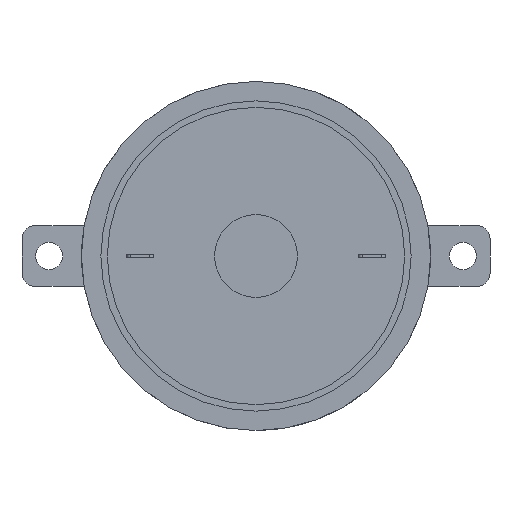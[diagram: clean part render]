
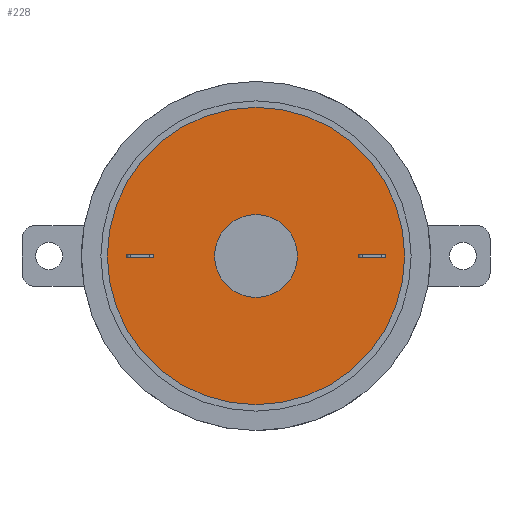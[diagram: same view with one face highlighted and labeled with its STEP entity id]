
A CAD part, front view. The second image highlights one B-rep face of the part: STEP entity #228.
In plain terms, the highlighted planar face has unit normal (0, -1, 0).
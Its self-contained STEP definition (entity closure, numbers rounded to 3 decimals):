
#2 = CARTESIAN_POINT ( 'NONE',  ( 7.9, -29., 0.15 ) ) ;
#15 = DIRECTION ( 'NONE',  ( 0., 0., 1. ) ) ;
#28 = FACE_OUTER_BOUND ( 'NONE', #4305, .T. ) ;
#202 = AXIS2_PLACEMENT_3D ( 'NONE', #2045, #4529, #2405 ) ;
#221 = AXIS2_PLACEMENT_3D ( 'NONE', #4532, #2414, #327 ) ;
#228 = ADVANCED_FACE ( 'NONE', ( #1767, #950, #28, #1870 ), #1826, .T. ) ;
#270 = VERTEX_POINT ( 'NONE', #3513 ) ;
#309 = VERTEX_POINT ( 'NONE', #1395 ) ;
#327 = DIRECTION ( 'NONE',  ( 0., 0., -1. ) ) ;
#379 = VECTOR ( 'NONE', #3445, 1000. ) ;
#382 = CARTESIAN_POINT ( 'NONE',  ( 10., -29., 0.15 ) ) ;
#541 = EDGE_CURVE ( 'NONE', #797, #3229, #3583, .T. ) ;
#551 = EDGE_CURVE ( 'NONE', #594, #270, #2635, .T. ) ;
#594 = VERTEX_POINT ( 'NONE', #2365 ) ;
#718 = EDGE_CURVE ( 'NONE', #4488, #1416, #2889, .T. ) ;
#727 = DIRECTION ( 'NONE',  ( 1., 0., 0. ) ) ;
#769 = VECTOR ( 'NONE', #2330, 1000. ) ;
#797 = VERTEX_POINT ( 'NONE', #2249 ) ;
#907 = CARTESIAN_POINT ( 'NONE',  ( 10., -29., -0.15 ) ) ;
#928 = CARTESIAN_POINT ( 'NONE',  ( 0., -29., 3.2 ) ) ;
#936 = CARTESIAN_POINT ( 'NONE',  ( 0., -29., 0. ) ) ;
#939 = DIRECTION ( 'NONE',  ( -1., 0., 0. ) ) ;
#950 = FACE_BOUND ( 'NONE', #3020, .T. ) ;
#970 = EDGE_CURVE ( 'NONE', #3127, #594, #1304, .T. ) ;
#1188 = ORIENTED_EDGE ( 'NONE', *, *, #970, .F. ) ;
#1208 = CIRCLE ( 'NONE', #221, 3.2 ) ;
#1217 = EDGE_CURVE ( 'NONE', #3229, #797, #3009, .T. ) ;
#1229 = LINE ( 'NONE', #3037, #3117 ) ;
#1235 = ORIENTED_EDGE ( 'NONE', *, *, #551, .F. ) ;
#1272 = DIRECTION ( 'NONE',  ( 0., 0., -1. ) ) ;
#1304 = LINE ( 'NONE', #2375, #379 ) ;
#1363 = DIRECTION ( 'NONE',  ( 0., -1., 0. ) ) ;
#1395 = CARTESIAN_POINT ( 'NONE',  ( 7.9, -29., -0.15 ) ) ;
#1416 = VERTEX_POINT ( 'NONE', #3361 ) ;
#1466 = ORIENTED_EDGE ( 'NONE', *, *, #3788, .T. ) ;
#1467 = VERTEX_POINT ( 'NONE', #4108 ) ;
#1516 = DIRECTION ( 'NONE',  ( 0., 1., 0. ) ) ;
#1522 = DIRECTION ( 'NONE',  ( 0., 0., -1. ) ) ;
#1532 = AXIS2_PLACEMENT_3D ( 'NONE', #3476, #1363, #3837 ) ;
#1563 = VERTEX_POINT ( 'NONE', #2 ) ;
#1589 = LINE ( 'NONE', #382, #2413 ) ;
#1617 = LINE ( 'NONE', #907, #4308 ) ;
#1628 = ORIENTED_EDGE ( 'NONE', *, *, #3724, .F. ) ;
#1711 = VECTOR ( 'NONE', #15, 1000. ) ;
#1767 = FACE_BOUND ( 'NONE', #3311, .T. ) ;
#1781 = ORIENTED_EDGE ( 'NONE', *, *, #541, .F. ) ;
#1826 = PLANE ( 'NONE',  #1532 ) ;
#1838 = ORIENTED_EDGE ( 'NONE', *, *, #718, .T. ) ;
#1853 = ORIENTED_EDGE ( 'NONE', *, *, #2277, .F. ) ;
#1870 = FACE_BOUND ( 'NONE', #2050, .T. ) ;
#1939 = VECTOR ( 'NONE', #2781, 1000. ) ;
#2028 = EDGE_CURVE ( 'NONE', #3215, #1467, #3533, .T. ) ;
#2045 = CARTESIAN_POINT ( 'NONE',  ( 0., -29., 0. ) ) ;
#2050 = EDGE_LOOP ( 'NONE', ( #1188, #2270, #1853, #1235 ) ) ;
#2206 = VERTEX_POINT ( 'NONE', #4045 ) ;
#2249 = CARTESIAN_POINT ( 'NONE',  ( 0., -29., 11.5 ) ) ;
#2270 = ORIENTED_EDGE ( 'NONE', *, *, #4015, .F. ) ;
#2277 = EDGE_CURVE ( 'NONE', #270, #2206, #1229, .T. ) ;
#2330 = DIRECTION ( 'NONE',  ( 0., 0., 1. ) ) ;
#2365 = CARTESIAN_POINT ( 'NONE',  ( -7.9, -29., -0.15 ) ) ;
#2375 = CARTESIAN_POINT ( 'NONE',  ( -10., -29., -0.15 ) ) ;
#2405 = DIRECTION ( 'NONE',  ( 0., 0., -1. ) ) ;
#2410 = ORIENTED_EDGE ( 'NONE', *, *, #1217, .F. ) ;
#2413 = VECTOR ( 'NONE', #727, 1000. ) ;
#2414 = DIRECTION ( 'NONE',  ( 0., -1., 0. ) ) ;
#2584 = AXIS2_PLACEMENT_3D ( 'NONE', #3630, #1516, #3973 ) ;
#2635 = LINE ( 'NONE', #4456, #769 ) ;
#2720 = AXIS2_PLACEMENT_3D ( 'NONE', #936, #3381, #1272 ) ;
#2781 = DIRECTION ( 'NONE',  ( 0., 0., -1. ) ) ;
#2889 = LINE ( 'NONE', #3817, #1939 ) ;
#2909 = ORIENTED_EDGE ( 'NONE', *, *, #3126, .T. ) ;
#2987 = ORIENTED_EDGE ( 'NONE', *, *, #2028, .F. ) ;
#3009 = CIRCLE ( 'NONE', #2584, 11.5 ) ;
#3020 = EDGE_LOOP ( 'NONE', ( #2987, #1628 ) ) ;
#3030 = CARTESIAN_POINT ( 'NONE',  ( 10., -29., 0.15 ) ) ;
#3037 = CARTESIAN_POINT ( 'NONE',  ( -10., -29., 0.15 ) ) ;
#3117 = VECTOR ( 'NONE', #939, 1000. ) ;
#3126 = EDGE_CURVE ( 'NONE', #1416, #309, #1617, .T. ) ;
#3127 = VERTEX_POINT ( 'NONE', #4069 ) ;
#3215 = VERTEX_POINT ( 'NONE', #928 ) ;
#3229 = VERTEX_POINT ( 'NONE', #3789 ) ;
#3311 = EDGE_LOOP ( 'NONE', ( #1838, #2909, #1466, #4101 ) ) ;
#3355 = DIRECTION ( 'NONE',  ( -1., 0., 0. ) ) ;
#3361 = CARTESIAN_POINT ( 'NONE',  ( 10., -29., -0.15 ) ) ;
#3381 = DIRECTION ( 'NONE',  ( 0., 1., 0. ) ) ;
#3445 = DIRECTION ( 'NONE',  ( 1., 0., 0. ) ) ;
#3471 = LINE ( 'NONE', #3635, #4289 ) ;
#3476 = CARTESIAN_POINT ( 'NONE',  ( 0., -29., 0. ) ) ;
#3513 = CARTESIAN_POINT ( 'NONE',  ( -7.9, -29., 0.15 ) ) ;
#3533 = CIRCLE ( 'NONE', #202, 3.2 ) ;
#3583 = CIRCLE ( 'NONE', #2720, 11.5 ) ;
#3630 = CARTESIAN_POINT ( 'NONE',  ( 0., -29., 0. ) ) ;
#3635 = CARTESIAN_POINT ( 'NONE',  ( -10., -29., 0.15 ) ) ;
#3724 = EDGE_CURVE ( 'NONE', #1467, #3215, #1208, .T. ) ;
#3788 = EDGE_CURVE ( 'NONE', #309, #1563, #4413, .T. ) ;
#3789 = CARTESIAN_POINT ( 'NONE',  ( 0., -29., -11.5 ) ) ;
#3817 = CARTESIAN_POINT ( 'NONE',  ( 10., -29., 0.15 ) ) ;
#3837 = DIRECTION ( 'NONE',  ( 0., 0., -1. ) ) ;
#3973 = DIRECTION ( 'NONE',  ( 0., 0., -1. ) ) ;
#4015 = EDGE_CURVE ( 'NONE', #2206, #3127, #3471, .T. ) ;
#4045 = CARTESIAN_POINT ( 'NONE',  ( -10., -29., 0.15 ) ) ;
#4069 = CARTESIAN_POINT ( 'NONE',  ( -10., -29., -0.15 ) ) ;
#4101 = ORIENTED_EDGE ( 'NONE', *, *, #4181, .T. ) ;
#4108 = CARTESIAN_POINT ( 'NONE',  ( 0., -29., -3.2 ) ) ;
#4181 = EDGE_CURVE ( 'NONE', #1563, #4488, #1589, .T. ) ;
#4204 = CARTESIAN_POINT ( 'NONE',  ( 7.9, -29., 0.15 ) ) ;
#4289 = VECTOR ( 'NONE', #1522, 1000. ) ;
#4305 = EDGE_LOOP ( 'NONE', ( #1781, #2410 ) ) ;
#4308 = VECTOR ( 'NONE', #3355, 1000. ) ;
#4413 = LINE ( 'NONE', #4204, #1711 ) ;
#4456 = CARTESIAN_POINT ( 'NONE',  ( -7.9, -29., 0.15 ) ) ;
#4488 = VERTEX_POINT ( 'NONE', #3030 ) ;
#4529 = DIRECTION ( 'NONE',  ( 0., -1., 0. ) ) ;
#4532 = CARTESIAN_POINT ( 'NONE',  ( 0., -29., 0. ) ) ;
